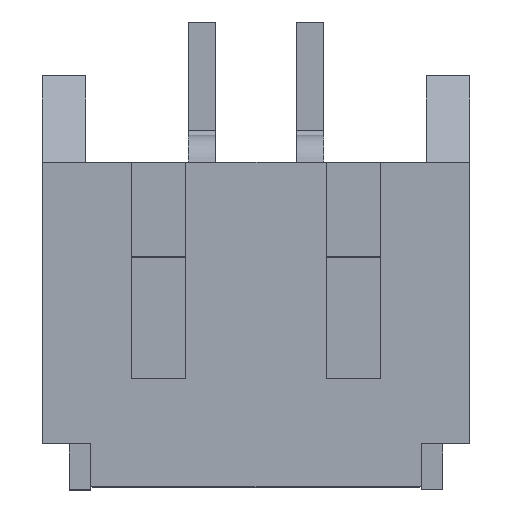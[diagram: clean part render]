
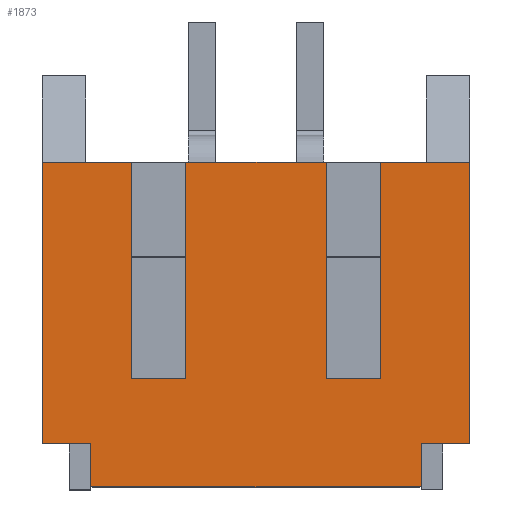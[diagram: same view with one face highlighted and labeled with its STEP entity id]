
A CAD part, top view. The second image highlights one B-rep face of the part: STEP entity #1873.
In plain terms, the highlighted planar face has unit normal (0, 0, 1).
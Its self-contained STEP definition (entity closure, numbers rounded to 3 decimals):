
#66=FACE_OUTER_BOUND('',#158,.T.);
#158=EDGE_LOOP('',(#1360,#1361,#1362,#1363,#1364,#1365,#1366,#1367,#1368,
#1369,#1370,#1371,#1372,#1373,#1374,#1375));
#256=LINE('',#2595,#504);
#260=LINE('',#2603,#508);
#268=LINE('',#2619,#516);
#302=LINE('',#2692,#550);
#317=LINE('',#2720,#565);
#332=LINE('',#2755,#580);
#347=LINE('',#2784,#595);
#354=LINE('',#2798,#602);
#359=LINE('',#2807,#607);
#360=LINE('',#2809,#608);
#361=LINE('',#2810,#609);
#362=LINE('',#2812,#610);
#363=LINE('',#2814,#611);
#364=LINE('',#2816,#612);
#365=LINE('',#2818,#613);
#366=LINE('',#2819,#614);
#504=VECTOR('',#2117,1000.);
#508=VECTOR('',#2121,1000.);
#516=VECTOR('',#2129,1000.);
#550=VECTOR('',#2185,1000.);
#565=VECTOR('',#2204,1000.);
#580=VECTOR('',#2235,1000.);
#595=VECTOR('',#2256,1000.);
#602=VECTOR('',#2265,1000.);
#607=VECTOR('',#2274,1000.);
#608=VECTOR('',#2277,1000.);
#609=VECTOR('',#2278,1000.);
#610=VECTOR('',#2279,1000.);
#611=VECTOR('',#2280,1000.);
#612=VECTOR('',#2281,1000.);
#613=VECTOR('',#2282,1000.);
#614=VECTOR('',#2283,1000.);
#754=VERTEX_POINT('',#2593);
#755=VERTEX_POINT('',#2594);
#758=VERTEX_POINT('',#2600);
#759=VERTEX_POINT('',#2602);
#766=VERTEX_POINT('',#2616);
#767=VERTEX_POINT('',#2618);
#795=VERTEX_POINT('',#2690);
#806=VERTEX_POINT('',#2718);
#818=VERTEX_POINT('',#2754);
#829=VERTEX_POINT('',#2783);
#835=VERTEX_POINT('',#2797);
#837=VERTEX_POINT('',#2805);
#838=VERTEX_POINT('',#2811);
#839=VERTEX_POINT('',#2813);
#840=VERTEX_POINT('',#2815);
#841=VERTEX_POINT('',#2817);
#930=EDGE_CURVE('',#754,#755,#256,.T.);
#934=EDGE_CURVE('',#758,#759,#260,.T.);
#942=EDGE_CURVE('',#766,#767,#268,.T.);
#979=EDGE_CURVE('',#795,#758,#302,.T.);
#994=EDGE_CURVE('',#766,#806,#317,.T.);
#1012=EDGE_CURVE('',#818,#759,#332,.T.);
#1027=EDGE_CURVE('',#767,#829,#347,.T.);
#1034=EDGE_CURVE('',#755,#835,#354,.T.);
#1039=EDGE_CURVE('',#837,#754,#359,.T.);
#1040=EDGE_CURVE('',#835,#795,#360,.T.);
#1041=EDGE_CURVE('',#829,#837,#361,.T.);
#1042=EDGE_CURVE('',#838,#806,#362,.T.);
#1043=EDGE_CURVE('',#839,#838,#363,.T.);
#1044=EDGE_CURVE('',#839,#840,#364,.T.);
#1045=EDGE_CURVE('',#841,#840,#365,.T.);
#1046=EDGE_CURVE('',#818,#841,#366,.T.);
#1360=ORIENTED_EDGE('',*,*,#1040,.F.);
#1361=ORIENTED_EDGE('',*,*,#1034,.F.);
#1362=ORIENTED_EDGE('',*,*,#930,.F.);
#1363=ORIENTED_EDGE('',*,*,#1039,.F.);
#1364=ORIENTED_EDGE('',*,*,#1041,.F.);
#1365=ORIENTED_EDGE('',*,*,#1027,.F.);
#1366=ORIENTED_EDGE('',*,*,#942,.F.);
#1367=ORIENTED_EDGE('',*,*,#994,.T.);
#1368=ORIENTED_EDGE('',*,*,#1042,.F.);
#1369=ORIENTED_EDGE('',*,*,#1043,.F.);
#1370=ORIENTED_EDGE('',*,*,#1044,.T.);
#1371=ORIENTED_EDGE('',*,*,#1045,.F.);
#1372=ORIENTED_EDGE('',*,*,#1046,.F.);
#1373=ORIENTED_EDGE('',*,*,#1012,.T.);
#1374=ORIENTED_EDGE('',*,*,#934,.F.);
#1375=ORIENTED_EDGE('',*,*,#979,.F.);
#1693=PLANE('',#1989);
#1873=ADVANCED_FACE('',(#66),#1693,.F.);
#1989=AXIS2_PLACEMENT_3D('',#2808,#2275,#2276);
#2117=DIRECTION('',(1.,0.,0.));
#2121=DIRECTION('',(1.,0.,0.));
#2129=DIRECTION('',(1.,0.,0.));
#2185=DIRECTION('',(0.,1.,0.));
#2204=DIRECTION('',(0.,-1.,0.));
#2235=DIRECTION('',(0.,1.,0.));
#2256=DIRECTION('',(0.,-1.,0.));
#2265=DIRECTION('',(0.,-1.,0.));
#2274=DIRECTION('',(0.,1.,0.));
#2275=DIRECTION('center_axis',(0.,0.,
-1.));
#2276=DIRECTION('ref_axis',(1.,0.,0.));
#2277=DIRECTION('',(1.,0.,0.));
#2278=DIRECTION('',(1.,0.,0.));
#2279=DIRECTION('',(-1.,0.,0.));
#2280=DIRECTION('',(0.,1.,0.));
#2281=DIRECTION('',(1.,0.,0.));
#2282=DIRECTION('',(0.,-1.,0.));
#2283=DIRECTION('',(-1.,0.,0.));
#2593=CARTESIAN_POINT('',(-1.3,1.55,5.6));
#2594=CARTESIAN_POINT('',(1.3,1.55,5.6));
#2595=CARTESIAN_POINT('',(-3.95,1.55,5.6));
#2600=CARTESIAN_POINT('',(2.3,1.55,5.6));
#2602=CARTESIAN_POINT('',(3.95,1.55,5.6));
#2603=CARTESIAN_POINT('',(-3.95,1.55,5.6));
#2616=CARTESIAN_POINT('',(-3.95,1.55,5.6));
#2618=CARTESIAN_POINT('',(-2.3,1.55,5.6));
#2619=CARTESIAN_POINT('',(-3.95,1.55,5.6));
#2690=CARTESIAN_POINT('',(2.3,-2.45,5.6));
#2692=CARTESIAN_POINT('',(2.3,-2.45,5.6));
#2718=CARTESIAN_POINT('',(-3.95,-3.65,5.6));
#2720=CARTESIAN_POINT('',(-3.95,-4.45,5.6));
#2754=CARTESIAN_POINT('',(3.95,-3.65,5.6));
#2755=CARTESIAN_POINT('',(3.95,-4.45,5.6));
#2783=CARTESIAN_POINT('',(-2.3,-2.45,5.6));
#2784=CARTESIAN_POINT('',(-2.3,-2.45,5.6));
#2797=CARTESIAN_POINT('',(1.3,-2.45,5.6));
#2798=CARTESIAN_POINT('',(1.3,-2.45,5.6));
#2805=CARTESIAN_POINT('',(-1.3,-2.45,5.6));
#2807=CARTESIAN_POINT('',(-1.3,-2.45,5.6));
#2808=CARTESIAN_POINT('Origin',(-3.95,3.15,5.6));
#2809=CARTESIAN_POINT('',(2.3,-2.45,5.6));
#2810=CARTESIAN_POINT('',(-2.3,-2.45,5.6));
#2811=CARTESIAN_POINT('',(-3.05,-3.65,5.6));
#2812=CARTESIAN_POINT('',(-3.95,-3.65,5.6));
#2813=CARTESIAN_POINT('',(-3.05,-4.45,5.6));
#2814=CARTESIAN_POINT('',(-3.05,-4.45,5.6));
#2815=CARTESIAN_POINT('',(3.05,-4.45,5.6));
#2816=CARTESIAN_POINT('',(3.95,-4.45,5.6));
#2817=CARTESIAN_POINT('',(3.05,-3.65,5.6));
#2818=CARTESIAN_POINT('',(3.05,-4.45,5.6));
#2819=CARTESIAN_POINT('',(3.95,-3.65,5.6));
